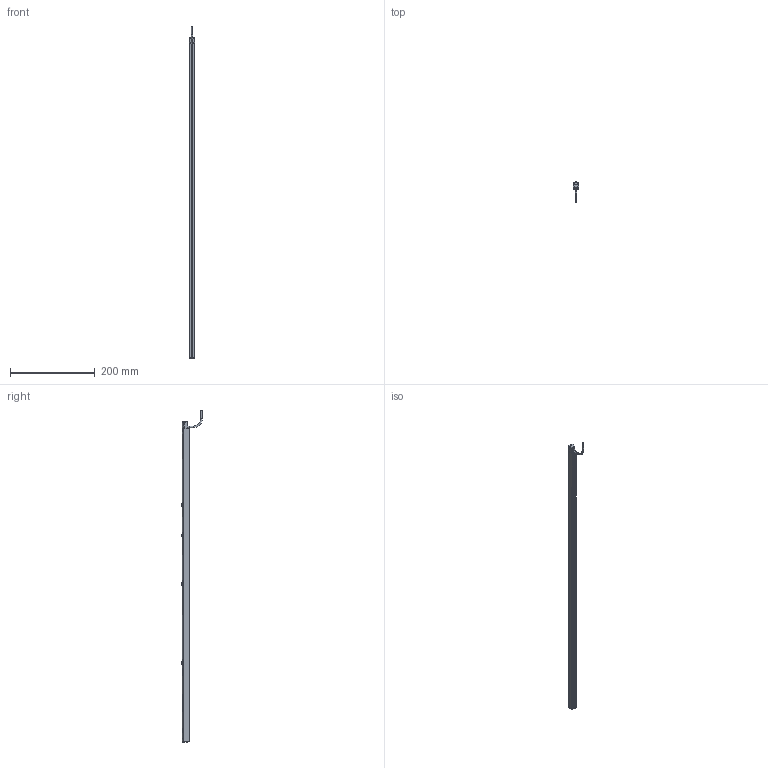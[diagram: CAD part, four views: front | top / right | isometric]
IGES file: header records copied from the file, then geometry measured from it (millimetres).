
Start section:  PTC IGES file: 221139_sm01.igs
Global section: file name: 221139_sm01.igs; native system: Creo Parametric by PTC Inc.; preprocessor: 2019292; author: jkuehl; organization: Unknown; date: 20210104.110403; units: millimetre
Bounding box: 12 x 49.1 x 783.15 mm (x, y, z)
Surface area: 103381.7 mm2 (no closed solid volume)
Topology: 0 solids, 0 shells, 778 faces, 4048 edges, 4034 vertices
Faces by surface type: bspline 497, revolution 275, extrusion 6
